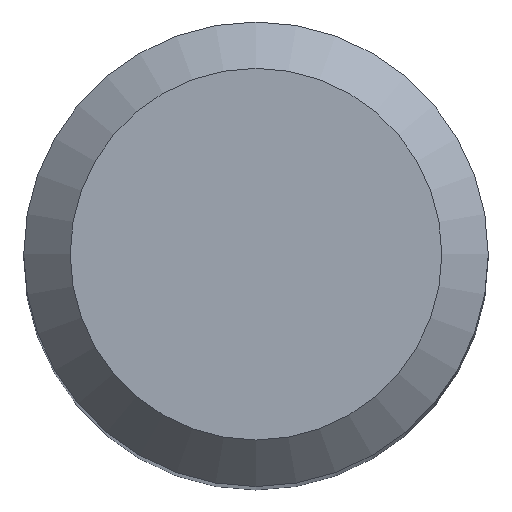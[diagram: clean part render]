
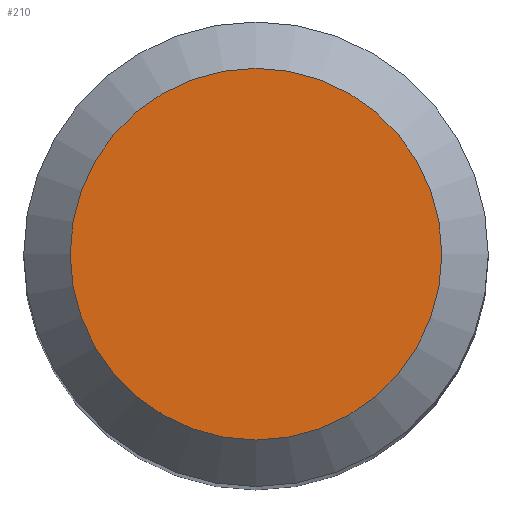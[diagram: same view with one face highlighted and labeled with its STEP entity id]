
A CAD part, top view. The second image highlights one B-rep face of the part: STEP entity #210.
In plain terms, the highlighted planar face has unit normal (0, 0, 1).
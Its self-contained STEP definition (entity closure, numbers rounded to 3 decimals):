
#3 = EDGE_LOOP ( 'NONE', ( #111 ) ) ;
#15 = CARTESIAN_POINT ( 'NONE',  ( 0., 0., 40. ) ) ;
#17 = DIRECTION ( 'NONE',  ( 0., 1., 0. ) ) ;
#20 = FACE_OUTER_BOUND ( 'NONE', #3, .T. ) ;
#54 = EDGE_CURVE ( 'NONE', #100, #100, #173, .T. ) ;
#57 = CARTESIAN_POINT ( 'NONE',  ( 0., 0., 40. ) ) ;
#65 = AXIS2_PLACEMENT_3D ( 'NONE', #15, #188, #134 ) ;
#81 = PLANE ( 'NONE',  #163 ) ;
#100 = VERTEX_POINT ( 'NONE', #123 ) ;
#111 = ORIENTED_EDGE ( 'NONE', *, *, #54, .F. ) ;
#123 = CARTESIAN_POINT ( 'NONE',  ( 0., 2.4, 40. ) ) ;
#134 = DIRECTION ( 'NONE',  ( 0., 1., 0. ) ) ;
#163 = AXIS2_PLACEMENT_3D ( 'NONE', #57, #192, #17 ) ;
#173 = CIRCLE ( 'NONE', #65, 2.4 ) ;
#188 = DIRECTION ( 'NONE',  ( 0., 0., -1. ) ) ;
#192 = DIRECTION ( 'NONE',  ( 0., 0., -1. ) ) ;
#210 = ADVANCED_FACE ( 'NONE', ( #20 ), #81, .F. ) ;
